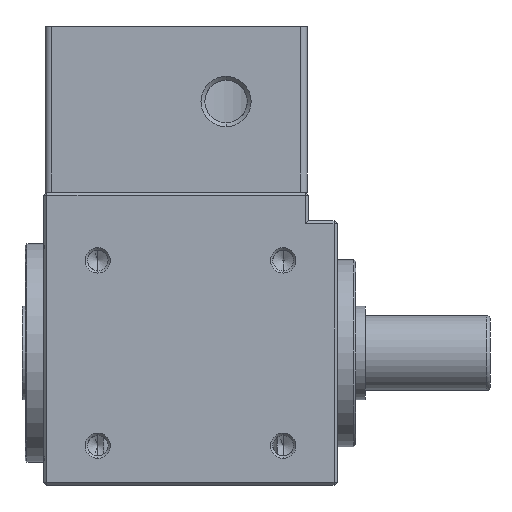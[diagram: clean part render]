
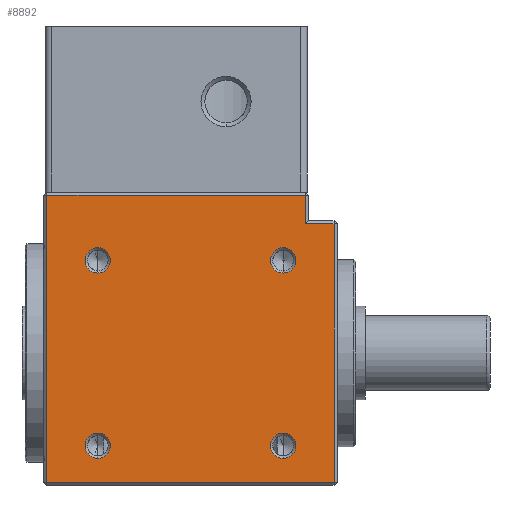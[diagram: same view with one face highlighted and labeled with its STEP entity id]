
A CAD part, front view. The second image highlights one B-rep face of the part: STEP entity #8892.
In plain terms, the highlighted planar face has unit normal (0, -1, 0).
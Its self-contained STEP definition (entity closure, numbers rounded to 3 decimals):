
#80 = AXIS2_PLACEMENT_3D ( 'NONE', #10787, #4734, #11788 ) ;
#207 = ORIENTED_EDGE ( 'NONE', *, *, #10955, .T. ) ;
#293 = ORIENTED_EDGE ( 'NONE', *, *, #5834, .F. ) ;
#309 = CARTESIAN_POINT ( 'NONE',  ( -12.549, -21.2, 36.049 ) ) ;
#452 = EDGE_CURVE ( 'NONE', #10752, #12020, #2741, .T. ) ;
#710 = EDGE_CURVE ( 'NONE', #12161, #2781, #4963, .T. ) ;
#761 = DIRECTION ( 'NONE',  ( 0., 0., -1. ) ) ;
#817 = LINE ( 'NONE', #10092, #3533 ) ;
#1115 = CARTESIAN_POINT ( 'NONE',  ( 20.7, -21.2, 46.5 ) ) ;
#1252 = VERTEX_POINT ( 'NONE', #2385 ) ;
#1322 = DIRECTION ( 'NONE',  ( 0., 0., -1. ) ) ;
#1383 = FACE_BOUND ( 'NONE', #13108, .T. ) ;
#1690 = FACE_OUTER_BOUND ( 'NONE', #3338, .T. ) ;
#2253 = VECTOR ( 'NONE', #11232, 1000. ) ;
#2362 = VECTOR ( 'NONE', #8501, 1000. ) ;
#2385 = CARTESIAN_POINT ( 'NONE',  ( -20.7, -21.2, 0.5 ) ) ;
#2440 = CARTESIAN_POINT ( 'NONE',  ( 17.149, -21.2, 36.049 ) ) ;
#2467 = CARTESIAN_POINT ( 'NONE',  ( 20.7, -21.2, 41.9 ) ) ;
#2473 = CARTESIAN_POINT ( 'NONE',  ( -12.549, -21.2, 6.351 ) ) ;
#2562 = ORIENTED_EDGE ( 'NONE', *, *, #452, .F. ) ;
#2567 = CARTESIAN_POINT ( 'NONE',  ( 17.149, -21.2, 36.049 ) ) ;
#2728 = DIRECTION ( 'NONE',  ( 0., -1., 0. ) ) ;
#2741 = CIRCLE ( 'NONE', #12434, 2.025 ) ;
#2781 = VERTEX_POINT ( 'NONE', #1115 ) ;
#2956 = ORIENTED_EDGE ( 'NONE', *, *, #4703, .T. ) ;
#2966 = VERTEX_POINT ( 'NONE', #9485 ) ;
#2968 = EDGE_CURVE ( 'NONE', #9183, #7519, #5110, .T. ) ;
#3015 = DIRECTION ( 'NONE',  ( 1., 0., 0. ) ) ;
#3034 = CARTESIAN_POINT ( 'NONE',  ( -12.549, -21.2, 8.376 ) ) ;
#3140 = ORIENTED_EDGE ( 'NONE', *, *, #5862, .F. ) ;
#3298 = DIRECTION ( 'NONE',  ( 0., 0., 1. ) ) ;
#3338 = EDGE_LOOP ( 'NONE', ( #7824, #7067, #2956, #8761, #7018, #207 ) ) ;
#3482 = DIRECTION ( 'NONE',  ( 0., 0., -1. ) ) ;
#3514 = DIRECTION ( 'NONE',  ( 0., 0., -1. ) ) ;
#3533 = VECTOR ( 'NONE', #3015, 1000. ) ;
#3550 = DIRECTION ( 'NONE',  ( 0., -1., 0. ) ) ;
#3571 = AXIS2_PLACEMENT_3D ( 'NONE', #9602, #3550, #10616 ) ;
#3596 = DIRECTION ( 'NONE',  ( 0., 0., -1. ) ) ;
#3776 = CARTESIAN_POINT ( 'NONE',  ( -21.2, -21.2, 46.5 ) ) ;
#4077 = FACE_BOUND ( 'NONE', #9956, .T. ) ;
#4356 = CIRCLE ( 'NONE', #5104, 2.025 ) ;
#4432 = CARTESIAN_POINT ( 'NONE',  ( 21.2, -21.2, 41.9 ) ) ;
#4609 = CARTESIAN_POINT ( 'NONE',  ( -20.7, -21.2, 46.5 ) ) ;
#4698 = LINE ( 'NONE', #5515, #10069 ) ;
#4703 = EDGE_CURVE ( 'NONE', #2781, #7818, #10528, .T. ) ;
#4734 = DIRECTION ( 'NONE',  ( 0., -1., 0. ) ) ;
#4745 = ORIENTED_EDGE ( 'NONE', *, *, #12710, .F. ) ;
#4921 = AXIS2_PLACEMENT_3D ( 'NONE', #2567, #9645, #3596 ) ;
#4963 = LINE ( 'NONE', #9169, #2253 ) ;
#5068 = LINE ( 'NONE', #4432, #2362 ) ;
#5104 = AXIS2_PLACEMENT_3D ( 'NONE', #2473, #9550, #3514 ) ;
#5110 = CIRCLE ( 'NONE', #7506, 2.025 ) ;
#5515 = CARTESIAN_POINT ( 'NONE',  ( 25.3, -21.2, 42.4 ) ) ;
#5540 = EDGE_CURVE ( 'NONE', #1252, #9481, #817, .T. ) ;
#5643 = CARTESIAN_POINT ( 'NONE',  ( -21.2, -21.2, 47. ) ) ;
#5680 = DIRECTION ( 'NONE',  ( 0., 1., 0. ) ) ;
#5834 = EDGE_CURVE ( 'NONE', #6064, #2966, #11730, .T. ) ;
#5846 = DIRECTION ( 'NONE',  ( -1., 0., 0. ) ) ;
#5862 = EDGE_CURVE ( 'NONE', #7519, #9183, #12043, .T. ) ;
#6064 = VERTEX_POINT ( 'NONE', #9993 ) ;
#6610 = CARTESIAN_POINT ( 'NONE',  ( -20.7, -21.2, 47. ) ) ;
#6774 = CIRCLE ( 'NONE', #7656, 2.025 ) ;
#6790 = VERTEX_POINT ( 'NONE', #7178 ) ;
#6824 = DIRECTION ( 'NONE',  ( 0., -1., 0. ) ) ;
#6978 = EDGE_CURVE ( 'NONE', #7818, #1252, #8710, .T. ) ;
#7018 = ORIENTED_EDGE ( 'NONE', *, *, #5540, .T. ) ;
#7067 = ORIENTED_EDGE ( 'NONE', *, *, #710, .T. ) ;
#7178 = CARTESIAN_POINT ( 'NONE',  ( -12.549, -21.2, 34.024 ) ) ;
#7363 = VERTEX_POINT ( 'NONE', #8450 ) ;
#7399 = DIRECTION ( 'NONE',  ( 0., -1., 0. ) ) ;
#7408 = CIRCLE ( 'NONE', #8547, 2.025 ) ;
#7506 = AXIS2_PLACEMENT_3D ( 'NONE', #2440, #9533, #3482 ) ;
#7519 = VERTEX_POINT ( 'NONE', #9157 ) ;
#7656 = AXIS2_PLACEMENT_3D ( 'NONE', #8787, #2728, #9809 ) ;
#7693 = EDGE_CURVE ( 'NONE', #10750, #12161, #5068, .T. ) ;
#7818 = VERTEX_POINT ( 'NONE', #4609 ) ;
#7824 = ORIENTED_EDGE ( 'NONE', *, *, #7693, .T. ) ;
#7833 = VECTOR ( 'NONE', #5846, 1000. ) ;
#8101 = CARTESIAN_POINT ( 'NONE',  ( 17.149, -21.2, 38.074 ) ) ;
#8240 = EDGE_LOOP ( 'NONE', ( #8803, #2562 ) ) ;
#8323 = EDGE_CURVE ( 'NONE', #7363, #6790, #6774, .T. ) ;
#8450 = CARTESIAN_POINT ( 'NONE',  ( -12.549, -21.2, 38.074 ) ) ;
#8501 = DIRECTION ( 'NONE',  ( -1., 0., 0. ) ) ;
#8547 = AXIS2_PLACEMENT_3D ( 'NONE', #309, #7399, #1322 ) ;
#8710 = LINE ( 'NONE', #6610, #11378 ) ;
#8761 = ORIENTED_EDGE ( 'NONE', *, *, #6978, .T. ) ;
#8787 = CARTESIAN_POINT ( 'NONE',  ( -12.549, -21.2, 36.049 ) ) ;
#8803 = ORIENTED_EDGE ( 'NONE', *, *, #12560, .F. ) ;
#8892 = ADVANCED_FACE ( 'NONE', ( #1690, #9462, #4077, #1383, #11820 ), #9708, .F. ) ;
#9157 = CARTESIAN_POINT ( 'NONE',  ( 17.149, -21.2, 34.024 ) ) ;
#9158 = ORIENTED_EDGE ( 'NONE', *, *, #2968, .F. ) ;
#9169 = CARTESIAN_POINT ( 'NONE',  ( 20.7, -21.2, 47. ) ) ;
#9183 = VERTEX_POINT ( 'NONE', #8101 ) ;
#9462 = FACE_BOUND ( 'NONE', #8240, .T. ) ;
#9481 = VERTEX_POINT ( 'NONE', #10747 ) ;
#9485 = CARTESIAN_POINT ( 'NONE',  ( 17.149, -21.2, 4.326 ) ) ;
#9533 = DIRECTION ( 'NONE',  ( 0., -1., 0. ) ) ;
#9550 = DIRECTION ( 'NONE',  ( 0., -1., 0. ) ) ;
#9602 = CARTESIAN_POINT ( 'NONE',  ( 17.149, -21.2, 6.351 ) ) ;
#9645 = DIRECTION ( 'NONE',  ( 0., -1., 0. ) ) ;
#9708 = PLANE ( 'NONE',  #11880 ) ;
#9809 = DIRECTION ( 'NONE',  ( 0., 0., -1. ) ) ;
#9819 = ORIENTED_EDGE ( 'NONE', *, *, #8323, .F. ) ;
#9936 = EDGE_CURVE ( 'NONE', #6790, #7363, #7408, .T. ) ;
#9956 = EDGE_LOOP ( 'NONE', ( #10205, #9819 ) ) ;
#9993 = CARTESIAN_POINT ( 'NONE',  ( 17.149, -21.2, 8.376 ) ) ;
#10069 = VECTOR ( 'NONE', #3298, 1000. ) ;
#10092 = CARTESIAN_POINT ( 'NONE',  ( 25.8, -21.2, 0.5 ) ) ;
#10116 = CARTESIAN_POINT ( 'NONE',  ( 25.3, -21.2, 41.9 ) ) ;
#10205 = ORIENTED_EDGE ( 'NONE', *, *, #9936, .F. ) ;
#10388 = CARTESIAN_POINT ( 'NONE',  ( -12.549, -21.2, 4.326 ) ) ;
#10521 = CIRCLE ( 'NONE', #80, 2.025 ) ;
#10528 = LINE ( 'NONE', #3776, #7833 ) ;
#10616 = DIRECTION ( 'NONE',  ( 0., 0., -1. ) ) ;
#10747 = CARTESIAN_POINT ( 'NONE',  ( 25.3, -21.2, 0.5 ) ) ;
#10750 = VERTEX_POINT ( 'NONE', #10116 ) ;
#10752 = VERTEX_POINT ( 'NONE', #3034 ) ;
#10787 = CARTESIAN_POINT ( 'NONE',  ( 17.149, -21.2, 6.351 ) ) ;
#10955 = EDGE_CURVE ( 'NONE', #9481, #10750, #4698, .T. ) ;
#11232 = DIRECTION ( 'NONE',  ( 0., 0., 1. ) ) ;
#11378 = VECTOR ( 'NONE', #12664, 1000. ) ;
#11730 = CIRCLE ( 'NONE', #3571, 2.025 ) ;
#11788 = DIRECTION ( 'NONE',  ( 0., 0., -1. ) ) ;
#11820 = FACE_BOUND ( 'NONE', #12820, .T. ) ;
#11880 = AXIS2_PLACEMENT_3D ( 'NONE', #5643, #5680, #12751 ) ;
#12020 = VERTEX_POINT ( 'NONE', #10388 ) ;
#12043 = CIRCLE ( 'NONE', #4921, 2.025 ) ;
#12161 = VERTEX_POINT ( 'NONE', #2467 ) ;
#12434 = AXIS2_PLACEMENT_3D ( 'NONE', #12872, #6824, #761 ) ;
#12560 = EDGE_CURVE ( 'NONE', #12020, #10752, #4356, .T. ) ;
#12664 = DIRECTION ( 'NONE',  ( 0., 0., -1. ) ) ;
#12710 = EDGE_CURVE ( 'NONE', #2966, #6064, #10521, .T. ) ;
#12751 = DIRECTION ( 'NONE',  ( 0., 0., 1. ) ) ;
#12820 = EDGE_LOOP ( 'NONE', ( #4745, #293 ) ) ;
#12872 = CARTESIAN_POINT ( 'NONE',  ( -12.549, -21.2, 6.351 ) ) ;
#13108 = EDGE_LOOP ( 'NONE', ( #3140, #9158 ) ) ;
